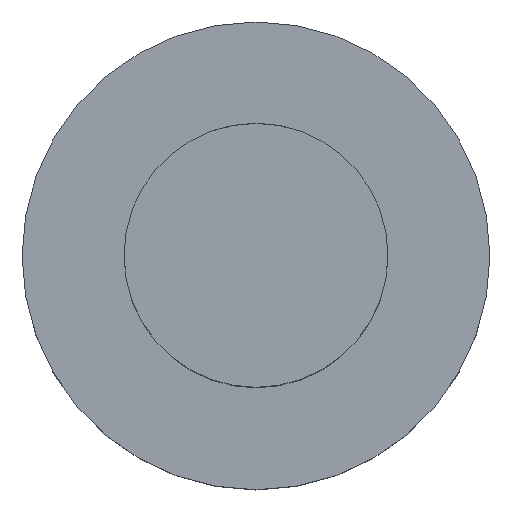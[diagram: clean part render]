
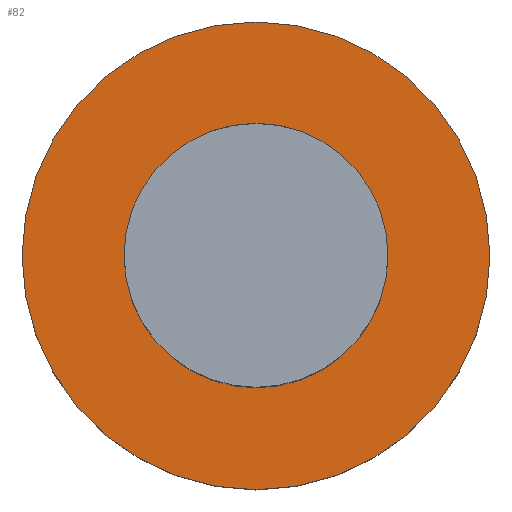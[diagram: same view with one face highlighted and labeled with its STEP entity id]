
A CAD part, top view. The second image highlights one B-rep face of the part: STEP entity #82.
In plain terms, the highlighted planar face has unit normal (0, 0, 1).
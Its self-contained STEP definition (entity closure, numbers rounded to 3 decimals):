
#82=ADVANCED_FACE('240[2]',(#219,#220),#221,.T.);
#114=EDGE_CURVE('240[2]',#270,#270,#271,.T.);
#151=EDGE_CURVE('240[2]',#326,#326,#327,.T.);
#219=FACE_BOUND('',#407,.T.);
#220=FACE_OUTER_BOUND('',#408,.T.);
#221=PLANE('',#409);
#270=VERTEX_POINT('',#504);
#271=CIRCLE('',#505,11.0);
#326=VERTEX_POINT('',#608);
#327=CIRCLE('',#609,19.5);
#407=EDGE_LOOP('',(#694));
#408=EDGE_LOOP('',(#695));
#409=AXIS2_PLACEMENT_3D('',#696,#697,#698);
#504=CARTESIAN_POINT('',(11.0,0.0,0.0));
#505=AXIS2_PLACEMENT_3D('',#748,#749,#750);
#608=CARTESIAN_POINT('',(0.,19.5,0.));
#609=AXIS2_PLACEMENT_3D('',#807,#808,#809);
#694=ORIENTED_EDGE('',*,*,#114,.T.);
#695=ORIENTED_EDGE('',*,*,#151,.T.);
#696=CARTESIAN_POINT('',(0.,9.75,0.));
#697=DIRECTION('',(0.,0.,1.0));
#698=DIRECTION('',(1.0,0.,0.0));
#748=CARTESIAN_POINT('',(0.0,0.0,0.));
#749=DIRECTION('',(0.,0.,-1.0));
#750=DIRECTION('',(1.0,0.,0.));
#807=CARTESIAN_POINT('',(0.0,0.0,0.0));
#808=DIRECTION('',(0.,0.,1.0));
#809=DIRECTION('',(0.,1.0,0.));
